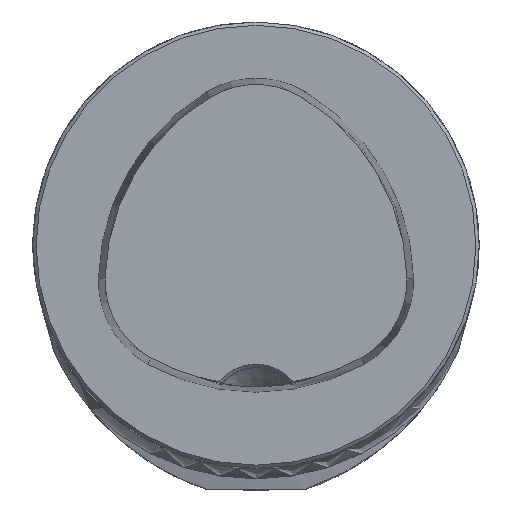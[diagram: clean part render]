
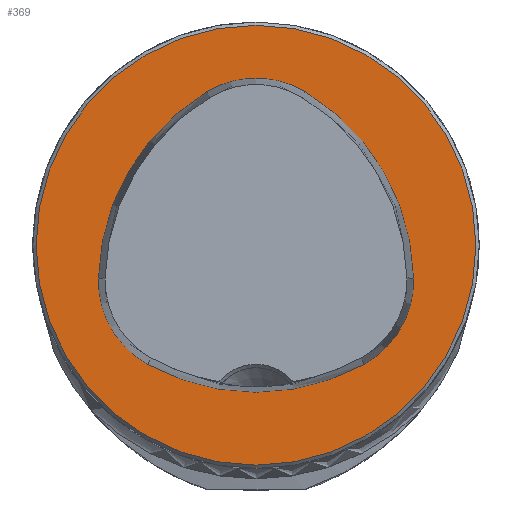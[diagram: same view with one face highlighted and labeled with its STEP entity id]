
A CAD part, top view. The second image highlights one B-rep face of the part: STEP entity #369.
In plain terms, the highlighted planar face has unit normal (0, 0, 1).
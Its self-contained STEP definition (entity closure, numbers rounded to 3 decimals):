
#121=FACE_BOUND('',#705,.T.);
#122=FACE_BOUND('',#706,.T.);
#303=CIRCLE('',#2649,20.063);
#305=CIRCLE('',#2652,20.063);
#306=CIRCLE('',#2653,8.563);
#307=CIRCLE('',#2654,20.063);
#308=CIRCLE('',#2655,8.563);
#309=CIRCLE('',#2656,8.563);
#310=CIRCLE('',#2657,19.7);
#369=ADVANCED_FACE('CU_FL_N1_SU_1',(#121,#122),#503,.T.);
#503=PLANE('',#2658);
#705=EDGE_LOOP('',(#1036,#1037,#1038,#1039,#1040,#1041));
#706=EDGE_LOOP('',(#1042));
#1036=ORIENTED_EDGE('',*,*,#1973,.F.);
#1037=ORIENTED_EDGE('',*,*,#1974,.F.);
#1038=ORIENTED_EDGE('',*,*,#1975,.F.);
#1039=ORIENTED_EDGE('',*,*,#1976,.F.);
#1040=ORIENTED_EDGE('',*,*,#1970,.F.);
#1041=ORIENTED_EDGE('',*,*,#1977,.F.);
#1042=ORIENTED_EDGE('',*,*,#1978,.T.);
#1719=VERTEX_POINT('',#4130);
#1720=VERTEX_POINT('',#4132);
#1722=VERTEX_POINT('',#4138);
#1723=VERTEX_POINT('',#4139);
#1724=VERTEX_POINT('',#4141);
#1725=VERTEX_POINT('',#4143);
#1726=VERTEX_POINT('',#4147);
#1970=EDGE_CURVE('',#1719,#1720,#303,.T.);
#1973=EDGE_CURVE('',#1722,#1723,#305,.T.);
#1974=EDGE_CURVE('',#1724,#1722,#306,.T.);
#1975=EDGE_CURVE('',#1725,#1724,#307,.T.);
#1976=EDGE_CURVE('',#1720,#1725,#308,.T.);
#1977=EDGE_CURVE('',#1723,#1719,#309,.T.);
#1978=EDGE_CURVE('',#1726,#1726,#310,.T.);
#2649=AXIS2_PLACEMENT_3D('',#4131,#3002,#3003);
#2652=AXIS2_PLACEMENT_3D('',#4137,#3009,#3010);
#2653=AXIS2_PLACEMENT_3D('',#4140,#3011,#3012);
#2654=AXIS2_PLACEMENT_3D('',#4142,#3013,#3014);
#2655=AXIS2_PLACEMENT_3D('',#4144,#3015,#3016);
#2656=AXIS2_PLACEMENT_3D('',#4145,#3017,#3018);
#2657=AXIS2_PLACEMENT_3D('',#4146,#3019,#3020);
#2658=AXIS2_PLACEMENT_3D('',#4148,#3021,#3022);
#3002=DIRECTION('',(0.,0.,1.));
#3003=DIRECTION('',(1.,0.,0.));
#3009=DIRECTION('',(0.,0.,1.));
#3010=DIRECTION('',(1.,0.,0.));
#3011=DIRECTION('',(0.,0.,1.));
#3012=DIRECTION('',(1.,0.,0.));
#3013=DIRECTION('',(0.,0.,1.));
#3014=DIRECTION('',(1.,0.,0.));
#3015=DIRECTION('',(0.,0.,1.));
#3016=DIRECTION('',(1.,0.,0.));
#3017=DIRECTION('',(0.,0.,1.));
#3018=DIRECTION('',(1.,0.,0.));
#3019=DIRECTION('',(0.,0.,1.));
#3020=DIRECTION('',(1.,0.,0.));
#3021=DIRECTION('',(0.,0.,1.));
#3022=DIRECTION('',(1.,0.,0.));
#4130=CARTESIAN_POINT('',(-9.704,-10.66,0.));
#4131=CARTESIAN_POINT('',(0.,6.9,0.));
#4132=CARTESIAN_POINT('',(9.704,-10.66,0.));
#4137=CARTESIAN_POINT('',(5.934,-3.451,0.));
#4138=CARTESIAN_POINT('',(-4.418,13.735,0.));
#4139=CARTESIAN_POINT('',(-14.123,-2.953,0.));
#4140=CARTESIAN_POINT('',(0.,6.4,0.));
#4141=CARTESIAN_POINT('',(4.418,13.735,0.));
#4142=CARTESIAN_POINT('',(-5.934,-3.451,0.));
#4143=CARTESIAN_POINT('',(14.123,-2.953,0.));
#4144=CARTESIAN_POINT('',(5.562,-3.165,0.));
#4145=CARTESIAN_POINT('',(-5.562,-3.165,0.));
#4146=CARTESIAN_POINT('',(0.,0.,0.));
#4147=CARTESIAN_POINT('',(19.7,0.,0.));
#4148=CARTESIAN_POINT('',(0.,0.,0.));
